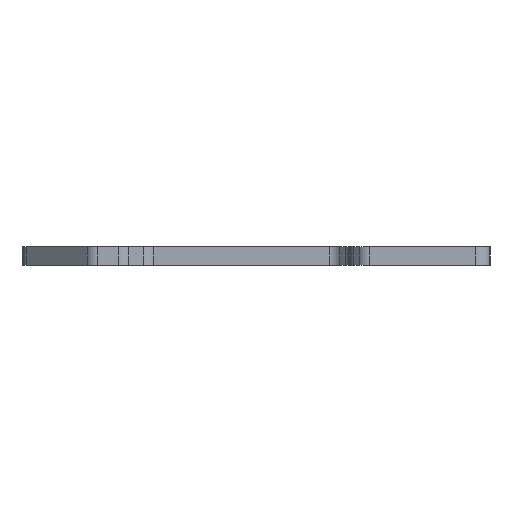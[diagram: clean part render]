
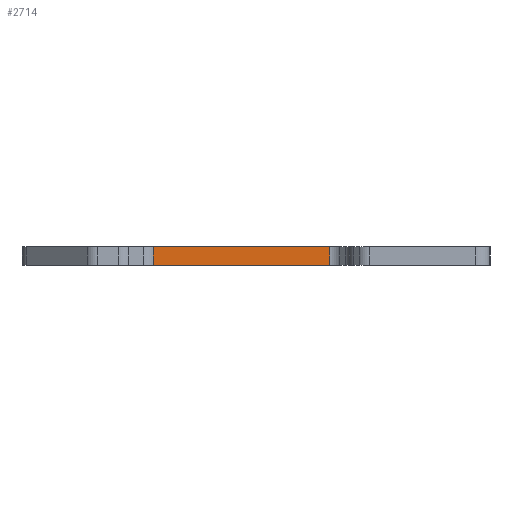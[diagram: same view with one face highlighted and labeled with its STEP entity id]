
A CAD part, left-side view. The second image highlights one B-rep face of the part: STEP entity #2714.
In plain terms, the highlighted planar face has unit normal (-1, 0, 0).
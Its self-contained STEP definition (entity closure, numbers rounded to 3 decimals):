
#30 = DIRECTION ( 'NONE',  ( 1., 0., 0. ) ) ;
#363 = CARTESIAN_POINT ( 'NONE',  ( -95.8, 17.243, 46.5 ) ) ;
#398 = PLANE ( 'NONE',  #2010 ) ;
#514 = DIRECTION ( 'NONE',  ( 0., 0., -1. ) ) ;
#525 = EDGE_CURVE ( 'NONE', #4419, #3928, #1030, .T. ) ;
#979 = EDGE_CURVE ( 'NONE', #2470, #4419, #2716, .T. ) ;
#1030 = LINE ( 'NONE', #2949, #1473 ) ;
#1289 = CARTESIAN_POINT ( 'NONE',  ( -95.8, 13., 42.5 ) ) ;
#1461 = VECTOR ( 'NONE', #514, 1000. ) ;
#1473 = VECTOR ( 'NONE', #3710, 1000. ) ;
#1616 = CARTESIAN_POINT ( 'NONE',  ( -95.8, 17.243, 46.5 ) ) ;
#1912 = CARTESIAN_POINT ( 'NONE',  ( -95.8, 13., 42.5 ) ) ;
#2010 = AXIS2_PLACEMENT_3D ( 'NONE', #1912, #30, #3081 ) ;
#2108 = CARTESIAN_POINT ( 'NONE',  ( -95.8, 17.243, 42.5 ) ) ;
#2147 = VECTOR ( 'NONE', #3861, 1000. ) ;
#2470 = VERTEX_POINT ( 'NONE', #2108 ) ;
#2714 = ADVANCED_FACE ( 'NONE', ( #3877 ), #398, .F. ) ;
#2716 = LINE ( 'NONE', #363, #2147 ) ;
#2804 = LINE ( 'NONE', #1289, #3083 ) ;
#2817 = CARTESIAN_POINT ( 'NONE',  ( -95.8, 54.907, 42.5 ) ) ;
#2949 = CARTESIAN_POINT ( 'NONE',  ( -95.8, 13., 46.5 ) ) ;
#3081 = DIRECTION ( 'NONE',  ( 0., 0., -1. ) ) ;
#3083 = VECTOR ( 'NONE', #4293, 1000. ) ;
#3218 = CARTESIAN_POINT ( 'NONE',  ( -95.8, 54.907, 46.5 ) ) ;
#3268 = ORIENTED_EDGE ( 'NONE', *, *, #979, .T. ) ;
#3317 = EDGE_LOOP ( 'NONE', ( #3442, #3268, #4351, #3624 ) ) ;
#3442 = ORIENTED_EDGE ( 'NONE', *, *, #4304, .F. ) ;
#3501 = LINE ( 'NONE', #2817, #1461 ) ;
#3624 = ORIENTED_EDGE ( 'NONE', *, *, #4392, .T. ) ;
#3710 = DIRECTION ( 'NONE',  ( 0., 1., 0. ) ) ;
#3861 = DIRECTION ( 'NONE',  ( 0., 0., 1. ) ) ;
#3877 = FACE_OUTER_BOUND ( 'NONE', #3317, .T. ) ;
#3928 = VERTEX_POINT ( 'NONE', #3218 ) ;
#4151 = VERTEX_POINT ( 'NONE', #4255 ) ;
#4255 = CARTESIAN_POINT ( 'NONE',  ( -95.8, 54.907, 42.5 ) ) ;
#4293 = DIRECTION ( 'NONE',  ( 0., 1., 0. ) ) ;
#4304 = EDGE_CURVE ( 'NONE', #2470, #4151, #2804, .T. ) ;
#4351 = ORIENTED_EDGE ( 'NONE', *, *, #525, .T. ) ;
#4392 = EDGE_CURVE ( 'NONE', #3928, #4151, #3501, .T. ) ;
#4419 = VERTEX_POINT ( 'NONE', #1616 ) ;
